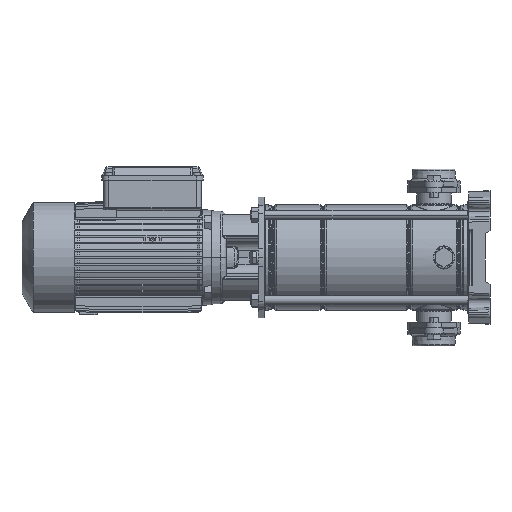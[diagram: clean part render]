
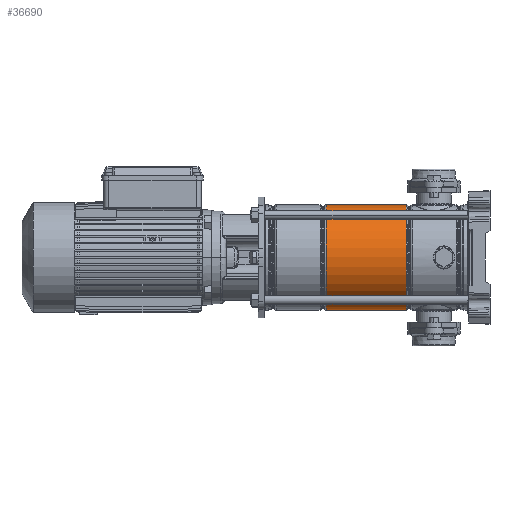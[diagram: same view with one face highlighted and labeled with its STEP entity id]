
A CAD part, left-side view. The second image highlights one B-rep face of the part: STEP entity #36690.
In plain terms, the highlighted cylindrical face has radius 74.9 mm (diameter 149.8 mm), a partial arc.
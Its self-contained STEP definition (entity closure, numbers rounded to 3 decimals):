
#5091 = EDGE_CURVE ( 'NONE', #11100, #36463, #52771, .T. ) ;
#5534 = CIRCLE ( 'NONE', #50799, 74.9 ) ;
#6077 = CARTESIAN_POINT ( 'NONE',  ( 0., 0., 86.779 ) ) ;
#6428 = DIRECTION ( 'NONE',  ( 1., 0., 0. ) ) ;
#7572 = EDGE_CURVE ( 'NONE', #10904, #36463, #24787, .T. ) ;
#7581 = DIRECTION ( 'NONE',  ( 0., 0., -1. ) ) ;
#7846 = CARTESIAN_POINT ( 'NONE',  ( 0., 0., 201.221 ) ) ;
#9157 = CARTESIAN_POINT ( 'NONE',  ( 74.9, 0., 86.779 ) ) ;
#10904 = VERTEX_POINT ( 'NONE', #9157 ) ;
#11100 = VERTEX_POINT ( 'NONE', #13224 ) ;
#12135 = DIRECTION ( 'NONE',  ( 0., 0., -1. ) ) ;
#13224 = CARTESIAN_POINT ( 'NONE',  ( -74.9, 0., 201.221 ) ) ;
#17164 = CARTESIAN_POINT ( 'NONE',  ( -74.9, 0., 0. ) ) ;
#17293 = CARTESIAN_POINT ( 'NONE',  ( 0., 0., 0. ) ) ;
#17767 = EDGE_CURVE ( 'NONE', #31604, #10904, #52748, .T. ) ;
#18849 = AXIS2_PLACEMENT_3D ( 'NONE', #17293, #22252, #42679 ) ;
#22252 = DIRECTION ( 'NONE',  ( 0., 0., -1. ) ) ;
#22564 = CYLINDRICAL_SURFACE ( 'NONE', #18849, 74.9 ) ;
#24787 = CIRCLE ( 'NONE', #33210, 74.9 ) ;
#26104 = EDGE_CURVE ( 'NONE', #11100, #31604, #5534, .T. ) ;
#28054 = VECTOR ( 'NONE', #58035, 1000. ) ;
#31604 = VERTEX_POINT ( 'NONE', #64662 ) ;
#31624 = ORIENTED_EDGE ( 'NONE', *, *, #5091, .F. ) ;
#33210 = AXIS2_PLACEMENT_3D ( 'NONE', #6077, #50608, #6428 ) ;
#34937 = ORIENTED_EDGE ( 'NONE', *, *, #7572, .T. ) ;
#36463 = VERTEX_POINT ( 'NONE', #49971 ) ;
#36690 = ADVANCED_FACE ( 'NONE', ( #62462 ), #22564, .T. ) ;
#37259 = CARTESIAN_POINT ( 'NONE',  ( 74.9, 0., 0. ) ) ;
#41881 = VECTOR ( 'NONE', #7581, 1000. ) ;
#42679 = DIRECTION ( 'NONE',  ( -1., 0., 0. ) ) ;
#47058 = DIRECTION ( 'NONE',  ( 1., 0., 0. ) ) ;
#49971 = CARTESIAN_POINT ( 'NONE',  ( -74.9, 0., 86.779 ) ) ;
#50608 = DIRECTION ( 'NONE',  ( 0., 0., 1. ) ) ;
#50799 = AXIS2_PLACEMENT_3D ( 'NONE', #7846, #12135, #47058 ) ;
#52748 = LINE ( 'NONE', #37259, #41881 ) ;
#52771 = LINE ( 'NONE', #17164, #28054 ) ;
#53263 = EDGE_LOOP ( 'NONE', ( #57637, #55147, #34937, #31624 ) ) ;
#55147 = ORIENTED_EDGE ( 'NONE', *, *, #17767, .T. ) ;
#57637 = ORIENTED_EDGE ( 'NONE', *, *, #26104, .T. ) ;
#58035 = DIRECTION ( 'NONE',  ( 0., 0., -1. ) ) ;
#62462 = FACE_OUTER_BOUND ( 'NONE', #53263, .T. ) ;
#64662 = CARTESIAN_POINT ( 'NONE',  ( 74.9, 0., 201.221 ) ) ;
